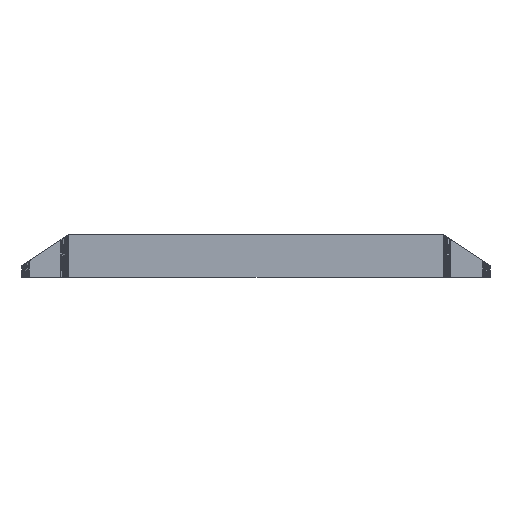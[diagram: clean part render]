
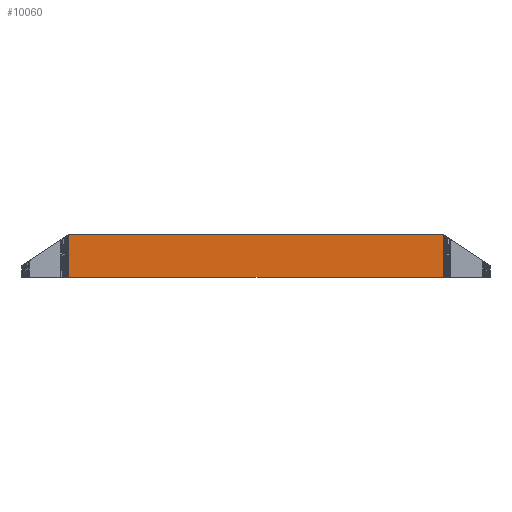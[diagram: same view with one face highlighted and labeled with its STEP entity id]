
A CAD part, left-side view. The second image highlights one B-rep face of the part: STEP entity #10060.
In plain terms, the highlighted planar face has unit normal (-1, 0, 0).
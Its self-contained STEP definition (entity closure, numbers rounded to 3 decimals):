
#358 = LINE ( 'NONE', #9068, #8699 ) ;
#1509 = EDGE_CURVE ( 'NONE', #22790, #17153, #24688, .T. ) ;
#2652 = VECTOR ( 'NONE', #7124, 1000. ) ;
#3242 = ORIENTED_EDGE ( 'NONE', *, *, #23077, .T. ) ;
#4178 = VECTOR ( 'NONE', #10438, 1000. ) ;
#4845 = CARTESIAN_POINT ( 'NONE',  ( 0., 0., 0. ) ) ;
#5328 = DIRECTION ( 'NONE',  ( 0., 0., 1. ) ) ;
#6520 = VERTEX_POINT ( 'NONE', #7863 ) ;
#7124 = DIRECTION ( 'NONE',  ( 0., 0., -1. ) ) ;
#7247 = PLANE ( 'NONE',  #22137 ) ;
#7863 = CARTESIAN_POINT ( 'NONE',  ( 0., -26.987, 34.608 ) ) ;
#7924 = VECTOR ( 'NONE', #25540, 1000. ) ;
#8699 = VECTOR ( 'NONE', #5328, 1000. ) ;
#9068 = CARTESIAN_POINT ( 'NONE',  ( 0., -26.987, 41.593 ) ) ;
#9125 = FACE_OUTER_BOUND ( 'NONE', #13766, .T. ) ;
#10060 = ADVANCED_FACE ( 'NONE', ( #9125 ), #7247, .F. ) ;
#10438 = DIRECTION ( 'NONE',  ( 0., -1., 0. ) ) ;
#11362 = ORIENTED_EDGE ( 'NONE', *, *, #20741, .T. ) ;
#11691 = CARTESIAN_POINT ( 'NONE',  ( 0., 33.973, 34.608 ) ) ;
#13766 = EDGE_LOOP ( 'NONE', ( #11362, #24077, #3242, #23301 ) ) ;
#14821 = LINE ( 'NONE', #23252, #7924 ) ;
#15950 = DIRECTION ( 'NONE',  ( 1., 0., 0. ) ) ;
#17153 = VERTEX_POINT ( 'NONE', #11691 ) ;
#17824 = DIRECTION ( 'NONE',  ( 0., 0., -1. ) ) ;
#18963 = EDGE_CURVE ( 'NONE', #6520, #25435, #358, .T. ) ;
#19426 = LINE ( 'NONE', #21151, #4178 ) ;
#20741 = EDGE_CURVE ( 'NONE', #17153, #6520, #19426, .T. ) ;
#21151 = CARTESIAN_POINT ( 'NONE',  ( 0., -21.59, 34.608 ) ) ;
#22137 = AXIS2_PLACEMENT_3D ( 'NONE', #4845, #15950, #17824 ) ;
#22790 = VERTEX_POINT ( 'NONE', #26278 ) ;
#23077 = EDGE_CURVE ( 'NONE', #25435, #22790, #14821, .T. ) ;
#23252 = CARTESIAN_POINT ( 'NONE',  ( 0., 33.973, 41.593 ) ) ;
#23301 = ORIENTED_EDGE ( 'NONE', *, *, #1509, .T. ) ;
#24077 = ORIENTED_EDGE ( 'NONE', *, *, #18963, .T. ) ;
#24688 = LINE ( 'NONE', #26821, #2652 ) ;
#25435 = VERTEX_POINT ( 'NONE', #27996 ) ;
#25540 = DIRECTION ( 'NONE',  ( 0., 1., 0. ) ) ;
#26278 = CARTESIAN_POINT ( 'NONE',  ( 0., 33.973, 41.593 ) ) ;
#26821 = CARTESIAN_POINT ( 'NONE',  ( 0., 33.973, 34.608 ) ) ;
#27996 = CARTESIAN_POINT ( 'NONE',  ( 0., -26.987, 41.593 ) ) ;
